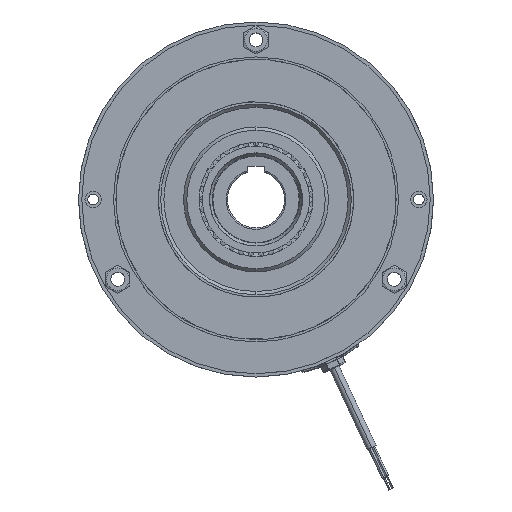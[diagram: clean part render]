
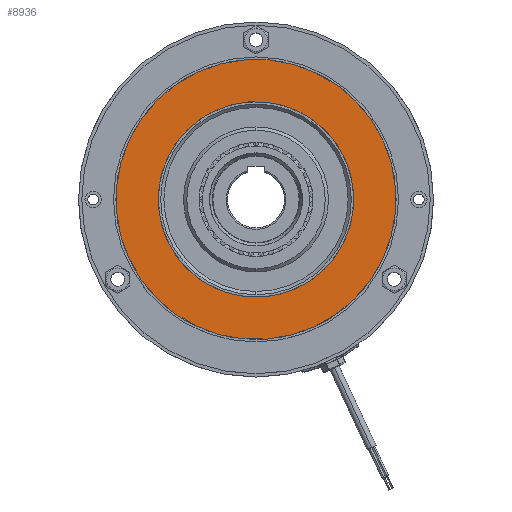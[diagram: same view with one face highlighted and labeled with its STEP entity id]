
A CAD part, top view. The second image highlights one B-rep face of the part: STEP entity #8936.
In plain terms, the highlighted planar face has unit normal (0, 0, 1).
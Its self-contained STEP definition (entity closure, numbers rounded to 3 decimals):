
#1379 = AXIS2_PLACEMENT_3D ( 'NONE', #23092, #11462, #11651 ) ;
#2209 = EDGE_LOOP ( 'NONE', ( #6357, #18729 ) ) ;
#2541 = CARTESIAN_POINT ( 'NONE',  ( 0., 0., 2.5 ) ) ;
#3532 = VERTEX_POINT ( 'NONE', #15609 ) ;
#4810 = CARTESIAN_POINT ( 'NONE',  ( 0., 0., 2.5 ) ) ;
#5055 = EDGE_CURVE ( 'NONE', #34209, #3532, #7471, .T. ) ;
#5083 = EDGE_CURVE ( 'NONE', #6863, #32160, #7446, .T. ) ;
#6357 = ORIENTED_EDGE ( 'NONE', *, *, #30830, .F. ) ;
#6863 = VERTEX_POINT ( 'NONE', #27592 ) ;
#7119 = DIRECTION ( 'NONE',  ( 1., 0., 0. ) ) ;
#7446 = CIRCLE ( 'NONE', #21172, 86. ) ;
#7471 = CIRCLE ( 'NONE', #28495, 60.05 ) ;
#7835 = DIRECTION ( 'NONE',  ( 0., 0., 1. ) ) ;
#8227 = DIRECTION ( 'NONE',  ( 1., 0., 0. ) ) ;
#8936 = ADVANCED_FACE ( 'NONE', ( #13550, #10139 ), #36228, .T. ) ;
#9087 = CARTESIAN_POINT ( 'NONE',  ( 0., 0., 2.5 ) ) ;
#10139 = FACE_BOUND ( 'NONE', #2209, .T. ) ;
#10879 = ORIENTED_EDGE ( 'NONE', *, *, #28145, .T. ) ;
#11462 = DIRECTION ( 'NONE',  ( 0., 0., 1. ) ) ;
#11651 = DIRECTION ( 'NONE',  ( 1., 0., 0. ) ) ;
#11971 = ORIENTED_EDGE ( 'NONE', *, *, #5083, .T. ) ;
#13192 = AXIS2_PLACEMENT_3D ( 'NONE', #9087, #23536, #20340 ) ;
#13550 = FACE_OUTER_BOUND ( 'NONE', #25685, .T. ) ;
#15609 = CARTESIAN_POINT ( 'NONE',  ( -5.593, -59.789, 2.5 ) ) ;
#16448 = AXIS2_PLACEMENT_3D ( 'NONE', #21408, #32858, #7119 ) ;
#16691 = DIRECTION ( 'NONE',  ( 1., 0., 0. ) ) ;
#18729 = ORIENTED_EDGE ( 'NONE', *, *, #5055, .F. ) ;
#20340 = DIRECTION ( 'NONE',  ( 1., 0., 0. ) ) ;
#21172 = AXIS2_PLACEMENT_3D ( 'NONE', #2541, #30728, #16691 ) ;
#21408 = CARTESIAN_POINT ( 'NONE',  ( 0., 0., 2.5 ) ) ;
#22826 = CARTESIAN_POINT ( 'NONE',  ( 5.593, 59.789, 2.5 ) ) ;
#23092 = CARTESIAN_POINT ( 'NONE',  ( 0., 86., 2.5 ) ) ;
#23536 = DIRECTION ( 'NONE',  ( 0., 0., 1. ) ) ;
#25685 = EDGE_LOOP ( 'NONE', ( #10879, #11971 ) ) ;
#27218 = CIRCLE ( 'NONE', #16448, 86. ) ;
#27592 = CARTESIAN_POINT ( 'NONE',  ( 8.01, 85.626, 2.5 ) ) ;
#28145 = EDGE_CURVE ( 'NONE', #32160, #6863, #27218, .T. ) ;
#28495 = AXIS2_PLACEMENT_3D ( 'NONE', #4810, #7835, #8227 ) ;
#30728 = DIRECTION ( 'NONE',  ( 0., 0., 1. ) ) ;
#30830 = EDGE_CURVE ( 'NONE', #3532, #34209, #34167, .T. ) ;
#32160 = VERTEX_POINT ( 'NONE', #32270 ) ;
#32270 = CARTESIAN_POINT ( 'NONE',  ( -8.01, -85.626, 2.5 ) ) ;
#32858 = DIRECTION ( 'NONE',  ( 0., 0., 1. ) ) ;
#34167 = CIRCLE ( 'NONE', #13192, 60.05 ) ;
#34209 = VERTEX_POINT ( 'NONE', #22826 ) ;
#36228 = PLANE ( 'NONE',  #1379 ) ;
